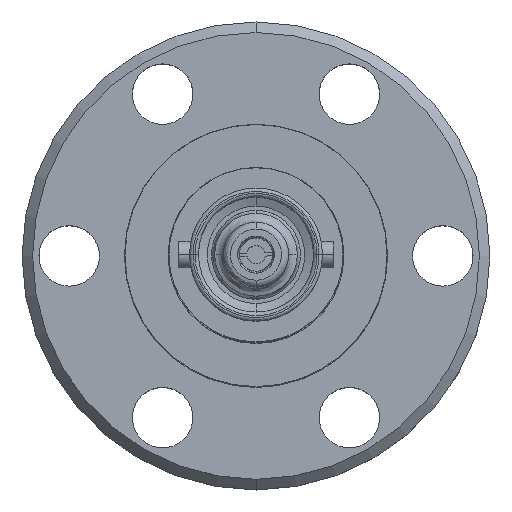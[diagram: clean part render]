
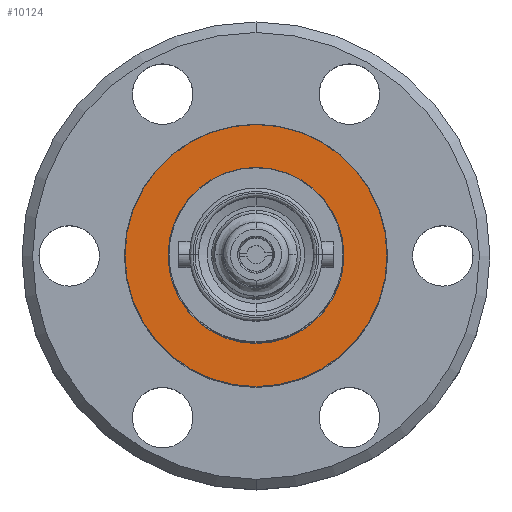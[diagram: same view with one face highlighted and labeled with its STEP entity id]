
A CAD part, top view. The second image highlights one B-rep face of the part: STEP entity #10124.
In plain terms, the highlighted planar face has unit normal (0, 0, 1).
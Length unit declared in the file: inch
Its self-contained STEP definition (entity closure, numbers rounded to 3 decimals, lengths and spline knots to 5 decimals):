
#637 = CARTESIAN_POINT ( 'NONE',  ( 0., 0., 0.47105 ) ) ;
#638 = DIRECTION ( 'NONE',  ( 0., 0., -1. ) ) ;
#639 = DIRECTION ( 'NONE',  ( 0., 1., 0. ) ) ;
#673 = CARTESIAN_POINT ( 'NONE',  ( 0., 0., 0.47105 ) ) ;
#674 = DIRECTION ( 'NONE',  ( 0., 0., 1. ) ) ;
#675 = DIRECTION ( 'NONE',  ( 0., 1., 0. ) ) ;
#998 = EDGE_LOOP ( 'NONE', ( #3538, #3233 ) ) ;
#1007 = EDGE_LOOP ( 'NONE', ( #2571, #2563 ) ) ;
#2048 = CARTESIAN_POINT ( 'NONE',  ( 0., -0.3725, 0.47105 ) ) ;
#2051 = CARTESIAN_POINT ( 'NONE',  ( 0., -0.25, 0.47105 ) ) ;
#2052 = CARTESIAN_POINT ( 'NONE',  ( 0., 0.25, 0.47105 ) ) ;
#2054 = CARTESIAN_POINT ( 'NONE',  ( 0., 0.3725, 0.47105 ) ) ;
#2563 = ORIENTED_EDGE ( 'NONE', *, *, #7164, .F. ) ;
#2571 = ORIENTED_EDGE ( 'NONE', *, *, #4453, .F. ) ;
#3052 = VERTEX_POINT ( 'NONE', #2048 ) ;
#3055 = VERTEX_POINT ( 'NONE', #2051 ) ;
#3056 = VERTEX_POINT ( 'NONE', #2052 ) ;
#3058 = VERTEX_POINT ( 'NONE', #2054 ) ;
#3149 = FACE_OUTER_BOUND ( 'NONE', #998, .T. ) ;
#3164 = FACE_BOUND ( 'NONE', #1007, .T. ) ;
#3233 = ORIENTED_EDGE ( 'NONE', *, *, #4450, .F. ) ;
#3538 = ORIENTED_EDGE ( 'NONE', *, *, #7178, .F. ) ;
#4450 = EDGE_CURVE ( 'NONE', #3052, #3058, #7498, .T. ) ;
#4453 = EDGE_CURVE ( 'NONE', #3056, #3055, #7501, .T. ) ;
#5431 = CARTESIAN_POINT ( 'NONE',  ( 0., 0., 0.47105 ) ) ;
#5432 = DIRECTION ( 'NONE',  ( 0., 0., 1. ) ) ;
#5433 = DIRECTION ( 'NONE',  ( 0., 1., 0. ) ) ;
#5466 = CARTESIAN_POINT ( 'NONE',  ( 0., 0., 0.47105 ) ) ;
#5467 = DIRECTION ( 'NONE',  ( 0., 0., -1. ) ) ;
#5468 = DIRECTION ( 'NONE',  ( 0., 1., 0. ) ) ;
#6572 = CIRCLE ( 'NONE', #8172, 0.25 ) ;
#6594 = CIRCLE ( 'NONE', #8191, 0.3725 ) ;
#6880 = AXIS2_PLACEMENT_3D ( 'NONE', #10447, #10452, #10453 ) ;
#7164 = EDGE_CURVE ( 'NONE', #3055, #3056, #6572, .T. ) ;
#7178 = EDGE_CURVE ( 'NONE', #3058, #3052, #6594, .T. ) ;
#7498 = CIRCLE ( 'NONE', #8403, 0.3725 ) ;
#7501 = CIRCLE ( 'NONE', #8402, 0.25 ) ;
#8172 = AXIS2_PLACEMENT_3D ( 'NONE', #5431, #5432, #5433 ) ;
#8191 = AXIS2_PLACEMENT_3D ( 'NONE', #5466, #5467, #5468 ) ;
#8402 = AXIS2_PLACEMENT_3D ( 'NONE', #673, #674, #675 ) ;
#8403 = AXIS2_PLACEMENT_3D ( 'NONE', #637, #638, #639 ) ;
#10124 = ADVANCED_FACE ( 'NONE', ( #3149, #3164 ), #10450, .F. ) ;
#10447 = CARTESIAN_POINT ( 'NONE',  ( 0., 0.3725, 0.47105 ) ) ;
#10450 = PLANE ( 'NONE',  #6880 ) ;
#10452 = DIRECTION ( 'NONE',  ( 0., 0., -1. ) ) ;
#10453 = DIRECTION ( 'NONE',  ( 0., 1., 0. ) ) ;
